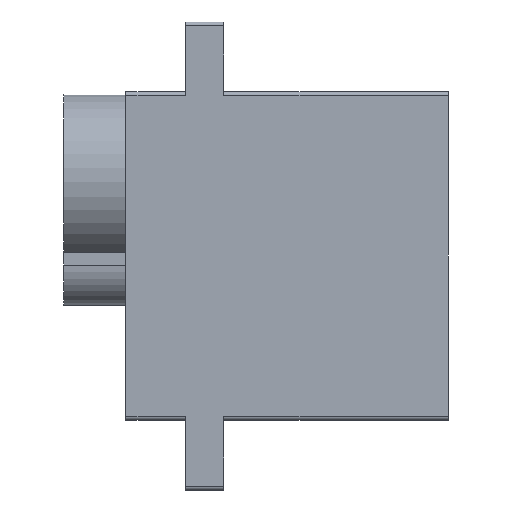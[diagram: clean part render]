
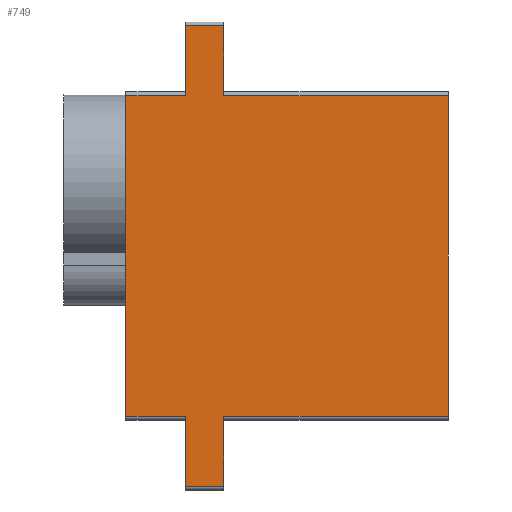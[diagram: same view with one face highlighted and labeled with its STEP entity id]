
A CAD part, left-side view. The second image highlights one B-rep face of the part: STEP entity #749.
In plain terms, the highlighted planar face has unit normal (-1, 0, 0).
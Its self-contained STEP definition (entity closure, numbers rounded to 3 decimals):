
#23=PLANE('',#821);
#53=FACE_OUTER_BOUND('',#95,.T.);
#95=EDGE_LOOP('',(#563,#564,#565,#566,#567,#568,#569,#570,#571,#572,#573,
#574));
#126=LINE('',#1109,#203);
#131=LINE('',#1126,#208);
#135=LINE('',#1139,#212);
#139=LINE('',#1148,#216);
#155=LINE('',#1194,#232);
#156=LINE('',#1197,#233);
#157=LINE('',#1199,#234);
#158=LINE('',#1201,#235);
#159=LINE('',#1202,#236);
#160=LINE('',#1204,#237);
#161=LINE('',#1206,#238);
#162=LINE('',#1207,#239);
#203=VECTOR('',#882,10.);
#208=VECTOR('',#897,10.);
#212=VECTOR('',#909,10.);
#216=VECTOR('',#917,10.);
#232=VECTOR('',#957,10.);
#233=VECTOR('',#960,10.);
#234=VECTOR('',#961,10.);
#235=VECTOR('',#962,10.);
#236=VECTOR('',#963,10.);
#237=VECTOR('',#964,10.);
#238=VECTOR('',#965,10.);
#239=VECTOR('',#966,10.);
#316=VERTEX_POINT('',#1106);
#317=VERTEX_POINT('',#1108);
#324=VERTEX_POINT('',#1124);
#326=VERTEX_POINT('',#1132);
#329=VERTEX_POINT('',#1137);
#332=VERTEX_POINT('',#1147);
#350=VERTEX_POINT('',#1192);
#351=VERTEX_POINT('',#1196);
#352=VERTEX_POINT('',#1198);
#353=VERTEX_POINT('',#1200);
#354=VERTEX_POINT('',#1203);
#355=VERTEX_POINT('',#1205);
#391=EDGE_CURVE('',#316,#317,#126,.T.);
#400=EDGE_CURVE('',#324,#316,#131,.T.);
#406=EDGE_CURVE('',#329,#326,#135,.T.);
#410=EDGE_CURVE('',#326,#332,#139,.T.);
#434=EDGE_CURVE('',#350,#324,#155,.T.);
#435=EDGE_CURVE('',#350,#351,#156,.T.);
#436=EDGE_CURVE('',#352,#351,#157,.T.);
#437=EDGE_CURVE('',#353,#352,#158,.T.);
#438=EDGE_CURVE('',#332,#353,#159,.T.);
#439=EDGE_CURVE('',#329,#354,#160,.T.);
#440=EDGE_CURVE('',#355,#354,#161,.T.);
#441=EDGE_CURVE('',#317,#355,#162,.T.);
#563=ORIENTED_EDGE('',*,*,#391,.F.);
#564=ORIENTED_EDGE('',*,*,#400,.F.);
#565=ORIENTED_EDGE('',*,*,#434,.F.);
#566=ORIENTED_EDGE('',*,*,#435,.T.);
#567=ORIENTED_EDGE('',*,*,#436,.F.);
#568=ORIENTED_EDGE('',*,*,#437,.F.);
#569=ORIENTED_EDGE('',*,*,#438,.F.);
#570=ORIENTED_EDGE('',*,*,#410,.F.);
#571=ORIENTED_EDGE('',*,*,#406,.F.);
#572=ORIENTED_EDGE('',*,*,#439,.T.);
#573=ORIENTED_EDGE('',*,*,#440,.F.);
#574=ORIENTED_EDGE('',*,*,#441,.F.);
#749=ADVANCED_FACE('',(#53),#23,.T.);
#821=AXIS2_PLACEMENT_3D('',#1195,#958,#959);
#882=DIRECTION('',(0.,1.,0.));
#897=DIRECTION('',(0.,0.,-1.));
#909=DIRECTION('',(0.,1.,0.));
#917=DIRECTION('',(0.,0.,1.));
#957=DIRECTION('',(0.,-1.,0.));
#958=DIRECTION('center_axis',(-1.,0.,0.));
#959=DIRECTION('ref_axis',(0.,0.,1.));
#960=DIRECTION('',(0.,0.,1.));
#961=DIRECTION('',(0.,-1.,0.));
#962=DIRECTION('',(0.,0.,1.));
#963=DIRECTION('',(0.,-1.,0.));
#964=DIRECTION('',(0.,0.,-1.));
#965=DIRECTION('',(0.,1.,0.));
#966=DIRECTION('',(0.,0.,-1.));
#1106=CARTESIAN_POINT('',(-6.25,0.,-11.125));
#1108=CARTESIAN_POINT('',(-6.25,15.55,-11.125));
#1109=CARTESIAN_POINT('',(-6.25,0.,-11.125));
#1124=CARTESIAN_POINT('',(-6.25,0.,11.125));
#1126=CARTESIAN_POINT('',(-6.25,0.,11.375));
#1132=CARTESIAN_POINT('',(-6.25,22.35,-11.125));
#1137=CARTESIAN_POINT('',(-6.25,18.2,-11.125));
#1139=CARTESIAN_POINT('',(-6.25,0.,-11.125));
#1147=CARTESIAN_POINT('',(-6.25,22.35,11.125));
#1148=CARTESIAN_POINT('',(-6.25,22.35,11.375));
#1192=CARTESIAN_POINT('',(-6.25,15.55,11.125));
#1194=CARTESIAN_POINT('',(-6.25,0.,11.125));
#1195=CARTESIAN_POINT('Origin',(-6.25,0.,-11.375));
#1196=CARTESIAN_POINT('',(-6.25,15.55,15.975));
#1197=CARTESIAN_POINT('',(-6.25,15.55,11.375));
#1198=CARTESIAN_POINT('',(-6.25,18.2,15.975));
#1199=CARTESIAN_POINT('',(-6.25,8.438,15.975));
#1200=CARTESIAN_POINT('',(-6.25,18.2,11.125));
#1201=CARTESIAN_POINT('',(-6.25,18.2,11.375));
#1202=CARTESIAN_POINT('',(-6.25,0.,11.125));
#1203=CARTESIAN_POINT('',(-6.25,18.2,-15.975));
#1204=CARTESIAN_POINT('',(-6.25,18.2,-11.375));
#1205=CARTESIAN_POINT('',(-6.25,15.55,-15.975));
#1206=CARTESIAN_POINT('',(-6.25,8.438,-15.975));
#1207=CARTESIAN_POINT('',(-6.25,15.55,-11.375));
